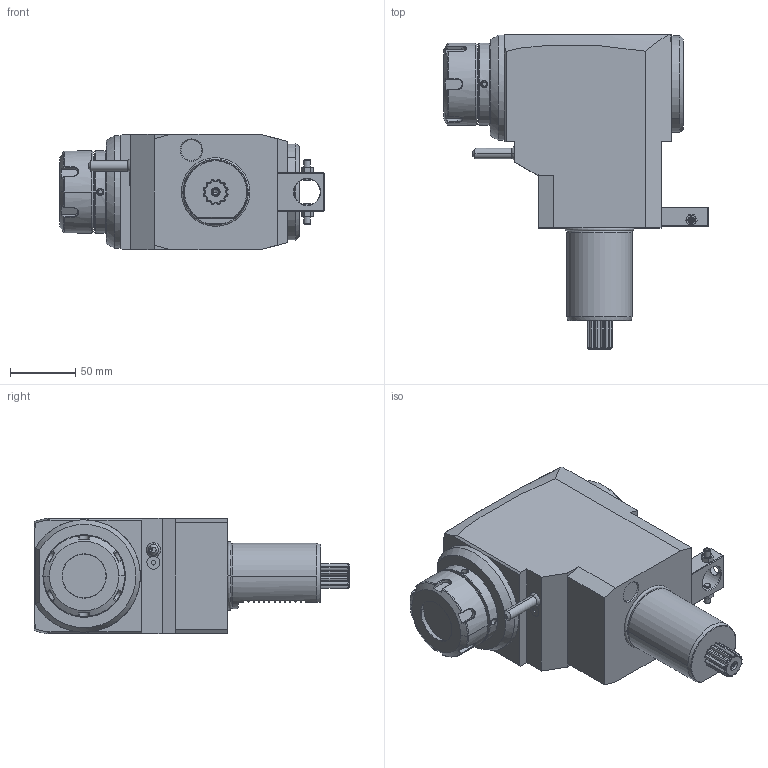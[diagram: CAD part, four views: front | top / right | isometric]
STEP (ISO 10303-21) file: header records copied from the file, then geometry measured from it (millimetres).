
FILE_DESCRIPTION((''),'2;1');
FILE_NAME('NGT1_50_211_40_1_2_110','2023-04-07T',('vali'),('NOVA GRUP'),'PRO/ENGINEER BY PARAMETRIC TECHNOLOGY CORPORATION, 2010280','PRO/ENGINEER BY PARAMETRIC TECHNOLOGY CORPORATION, 2010280','');
FILE_SCHEMA(('CONFIG_CONTROL_DESIGN'));
Length unit declared in the file: millimetre
Products named in the file (1): NGT1_50_211_40_1_2_110
Bounding box: 202.1 x 241 x 88 mm (x, y, z)
Volume: 1829741.6 mm3; surface area: 115084.1 mm2
Topology: 1 solids, 2 shells, 490 faces, 1260 edges, 782 vertices
Faces by surface type: plane 203, cylinder 145, cone 87, bspline 40, torus 11, extrusion 2, sphere 2
Entity records: 21963 total; most frequent: CARTESIAN_POINT 10850, ORIENTED_EDGE 2492, DIRECTION 1993, EDGE_CURVE 1246, VERTEX_POINT 782, AXIS2_PLACEMENT_3D 709, VECTOR 575, LINE 573
